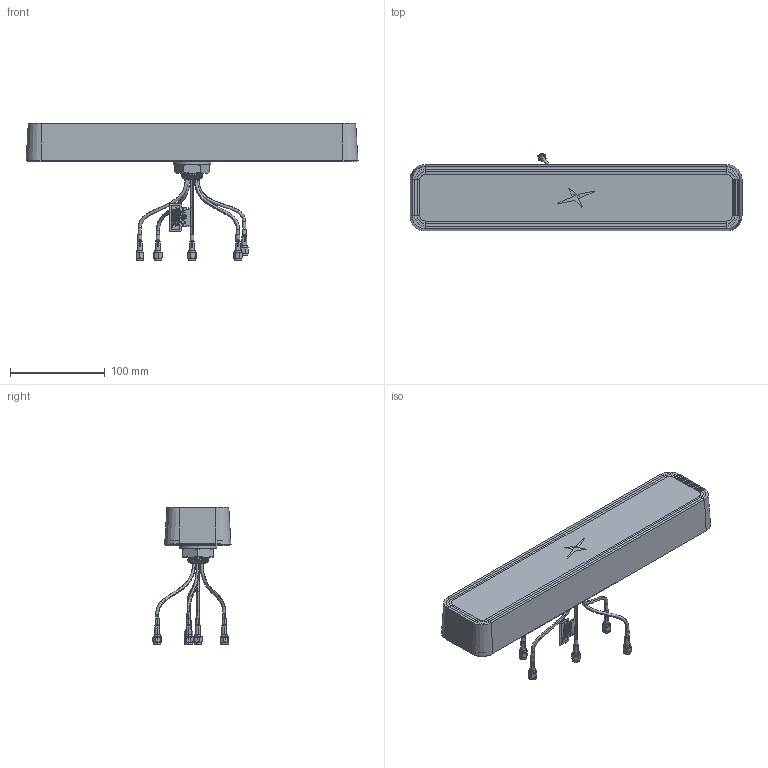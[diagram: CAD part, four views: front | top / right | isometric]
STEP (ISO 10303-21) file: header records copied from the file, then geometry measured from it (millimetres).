
FILE_DESCRIPTION (( 'STEP AP214' ), '1' );
FILE_NAME ('MA8005.A.001_Web.STEP', '2024-09-24T08:38:09', ( '' ), ( '' ), 'SwSTEP 2.0', 'SolidWorks 2022', '' );
FILE_SCHEMA (( 'AUTOMOTIVE_DESIGN' ));
Length unit declared in the file: millimetre
Products named in the file (1): MA8005.A.001_Web
Bounding box: 350 x 82.34 x 144.52 mm (x, y, z)
Surface area: 93835.6 mm2 (no closed solid volume)
Topology: 0 solids, 152 shells, 625 faces, 5386 edges, 4907 vertices
Faces by surface type: plane 280, cylinder 161, bspline 98, cone 44, torus 42
Entity records: 79406 total; most frequent: CARTESIAN_POINT 38223, ORIENTED_EDGE 6235, EDGE_CURVE 5386, DIRECTION 5310, VERTEX_POINT 4907, LINE 3086, VECTOR 3086, B_SPLINE_CURVE_WITH_KNOTS 1607
